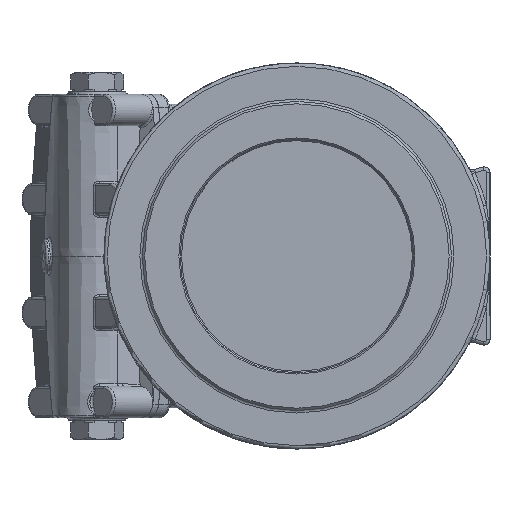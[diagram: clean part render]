
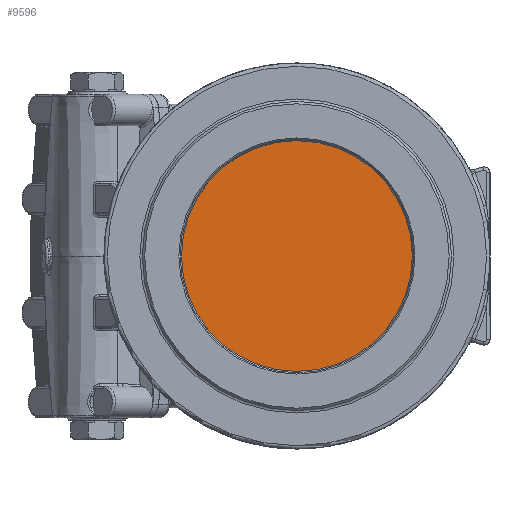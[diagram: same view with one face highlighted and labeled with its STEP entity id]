
A CAD part, left-side view. The second image highlights one B-rep face of the part: STEP entity #9596.
In plain terms, the highlighted planar face has unit normal (-1, 0, 0).
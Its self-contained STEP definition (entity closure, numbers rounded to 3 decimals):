
#2535 = VERTEX_POINT ( 'NONE', #6181 ) ;
#3108 = CARTESIAN_POINT ( 'NONE',  ( -141., 0., 0. ) ) ;
#3118 = PLANE ( 'NONE',  #6763 ) ;
#3123 = DIRECTION ( 'NONE',  ( -1., 0., 0. ) ) ;
#3125 = DIRECTION ( 'NONE',  ( 0., -1., 0. ) ) ;
#4598 = CARTESIAN_POINT ( 'NONE',  ( -141., 0., 0. ) ) ;
#4601 = DIRECTION ( 'NONE',  ( -1., 0., 0. ) ) ;
#4604 = DIRECTION ( 'NONE',  ( 0., -1., 0. ) ) ;
#6181 = CARTESIAN_POINT ( 'NONE',  ( -141., -101.6, 0. ) ) ;
#6348 = EDGE_LOOP ( 'NONE', ( #12730 ) ) ;
#6763 = AXIS2_PLACEMENT_3D ( 'NONE', #3108, #3123, #3125 ) ;
#9596 = ADVANCED_FACE ( 'NONE', ( #19779 ), #3118, .T. ) ;
#11483 = EDGE_CURVE ( 'NONE', #2535, #2535, #19616, .T. ) ;
#12730 = ORIENTED_EDGE ( 'NONE', *, *, #11483, .T. ) ;
#19616 = CIRCLE ( 'NONE', #27593, 101.6 ) ;
#19779 = FACE_OUTER_BOUND ( 'NONE', #6348, .T. ) ;
#27593 = AXIS2_PLACEMENT_3D ( 'NONE', #4598, #4601, #4604 ) ;
